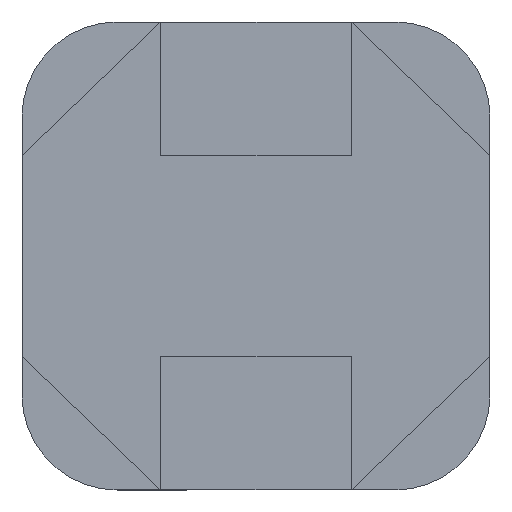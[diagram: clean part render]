
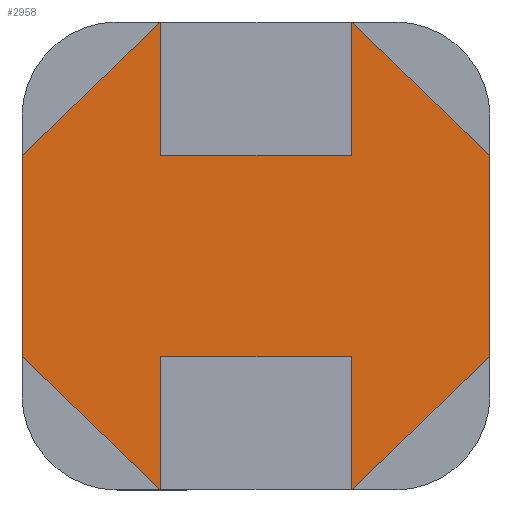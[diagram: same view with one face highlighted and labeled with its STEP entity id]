
A CAD part, front view. The second image highlights one B-rep face of the part: STEP entity #2958.
In plain terms, the highlighted planar face has unit normal (0, -1, 0).
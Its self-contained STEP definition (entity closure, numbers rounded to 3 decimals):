
#61 = VECTOR ( 'NONE', #2016, 1000. ) ;
#62 = VECTOR ( 'NONE', #89, 1000. ) ;
#63 = VECTOR ( 'NONE', #91, 1000. ) ;
#65 = VECTOR ( 'NONE', #95, 1000. ) ;
#67 = VECTOR ( 'NONE', #99, 1000. ) ;
#69 = VECTOR ( 'NONE', #103, 1000. ) ;
#71 = VECTOR ( 'NONE', #107, 1000. ) ;
#72 = VECTOR ( 'NONE', #109, 1000. ) ;
#73 = VECTOR ( 'NONE', #111, 1000. ) ;
#75 = VECTOR ( 'NONE', #115, 1000. ) ;
#77 = VECTOR ( 'NONE', #119, 1000. ) ;
#78 = VECTOR ( 'NONE', #121, 1000. ) ;
#88 = CARTESIAN_POINT ( 'NONE',  ( 2.5, 0., 6.15 ) ) ;
#89 = DIRECTION ( 'NONE',  ( 0., 0., 1. ) ) ;
#90 = CARTESIAN_POINT ( 'NONE',  ( 2.5, 0., 6.15 ) ) ;
#91 = DIRECTION ( 'NONE',  ( 0.722, 0., -0.692 ) ) ;
#94 = CARTESIAN_POINT ( 'NONE',  ( 6.15, 0., 6.15 ) ) ;
#95 = DIRECTION ( 'NONE',  ( 0., 0., -1. ) ) ;
#98 = CARTESIAN_POINT ( 'NONE',  ( 6.15, 0., -2.65 ) ) ;
#99 = DIRECTION ( 'NONE',  ( -0.722, 0., -0.692 ) ) ;
#102 = CARTESIAN_POINT ( 'NONE',  ( 2.5, 0., 6.15 ) ) ;
#103 = DIRECTION ( 'NONE',  ( 0., 0., 1. ) ) ;
#106 = CARTESIAN_POINT ( 'NONE',  ( 6.15, 0., -2.65 ) ) ;
#107 = DIRECTION ( 'NONE',  ( -1., 0., 0. ) ) ;
#108 = CARTESIAN_POINT ( 'NONE',  ( -2.5, 0., 6.15 ) ) ;
#109 = DIRECTION ( 'NONE',  ( 0., 0., -1. ) ) ;
#110 = CARTESIAN_POINT ( 'NONE',  ( -2.5, 0., -6.15 ) ) ;
#111 = DIRECTION ( 'NONE',  ( -0.722, 0., 0.692 ) ) ;
#114 = CARTESIAN_POINT ( 'NONE',  ( -6.15, 0., 6.15 ) ) ;
#115 = DIRECTION ( 'NONE',  ( 0., 0., 1. ) ) ;
#118 = CARTESIAN_POINT ( 'NONE',  ( -6.15, 0., 2.65 ) ) ;
#119 = DIRECTION ( 'NONE',  ( 0.722, 0., 0.692 ) ) ;
#120 = CARTESIAN_POINT ( 'NONE',  ( -2.5, 0., 6.15 ) ) ;
#121 = DIRECTION ( 'NONE',  ( 0., 0., -1. ) ) ;
#183 = VERTEX_POINT ( 'NONE', #1631 ) ;
#184 = VERTEX_POINT ( 'NONE', #1630 ) ;
#230 = CARTESIAN_POINT ( 'NONE',  ( 2.5, 0., 2.65 ) ) ;
#245 = CARTESIAN_POINT ( 'NONE',  ( -2.5, 0., 2.65 ) ) ;
#256 = CARTESIAN_POINT ( 'NONE',  ( 2.5, 0., -6.15 ) ) ;
#265 = CARTESIAN_POINT ( 'NONE',  ( -2.5, 0., 6.15 ) ) ;
#272 = CARTESIAN_POINT ( 'NONE',  ( 2.5, 0., 6.15 ) ) ;
#276 = CARTESIAN_POINT ( 'NONE',  ( -2.5, 0., -6.15 ) ) ;
#279 = CARTESIAN_POINT ( 'NONE',  ( -6.15, 0., -2.65 ) ) ;
#280 = CARTESIAN_POINT ( 'NONE',  ( -2.5, 0., -2.65 ) ) ;
#281 = CARTESIAN_POINT ( 'NONE',  ( -6.15, 0., 2.65 ) ) ;
#282 = CARTESIAN_POINT ( 'NONE',  ( 2.5, 0., -2.65 ) ) ;
#451 = PLANE ( 'NONE',  #2414 ) ;
#452 = CARTESIAN_POINT ( 'NONE',  ( 6.15, 0., 6.15 ) ) ;
#453 = DIRECTION ( 'NONE',  ( 0., 1., 0. ) ) ;
#454 = DIRECTION ( 'NONE',  ( 0., 0., 1. ) ) ;
#551 = VERTEX_POINT ( 'NONE', #230 ) ;
#597 = VERTEX_POINT ( 'NONE', #245 ) ;
#1630 = CARTESIAN_POINT ( 'NONE',  ( 6.15, 0., 2.65 ) ) ;
#1631 = CARTESIAN_POINT ( 'NONE',  ( 6.15, 0., -2.65 ) ) ;
#1645 = VERTEX_POINT ( 'NONE', #256 ) ;
#1768 = ORIENTED_EDGE ( 'NONE', *, *, #3100, .F. ) ;
#1769 = ORIENTED_EDGE ( 'NONE', *, *, #3105, .F. ) ;
#1770 = ORIENTED_EDGE ( 'NONE', *, *, #3103, .F. ) ;
#1771 = ORIENTED_EDGE ( 'NONE', *, *, #3101, .F. ) ;
#1772 = ORIENTED_EDGE ( 'NONE', *, *, #3099, .F. ) ;
#1773 = ORIENTED_EDGE ( 'NONE', *, *, #3097, .F. ) ;
#1774 = ORIENTED_EDGE ( 'NONE', *, *, #3095, .F. ) ;
#1775 = ORIENTED_EDGE ( 'NONE', *, *, #3093, .F. ) ;
#1776 = ORIENTED_EDGE ( 'NONE', *, *, #3091, .F. ) ;
#1777 = ORIENTED_EDGE ( 'NONE', *, *, #3090, .F. ) ;
#1778 = ORIENTED_EDGE ( 'NONE', *, *, #3089, .F. ) ;
#1779 = ORIENTED_EDGE ( 'NONE', *, *, #3106, .F. ) ;
#2015 = CARTESIAN_POINT ( 'NONE',  ( 6.15, 0., 2.65 ) ) ;
#2016 = DIRECTION ( 'NONE',  ( 1., 0., 0. ) ) ;
#2414 = AXIS2_PLACEMENT_3D ( 'NONE', #452, #453, #454 ) ;
#2534 = FACE_OUTER_BOUND ( 'NONE', #2593, .T. ) ;
#2540 = LINE ( 'NONE', #2015, #61 ) ;
#2541 = LINE ( 'NONE', #88, #62 ) ;
#2542 = LINE ( 'NONE', #90, #63 ) ;
#2544 = LINE ( 'NONE', #94, #65 ) ;
#2546 = LINE ( 'NONE', #98, #67 ) ;
#2548 = LINE ( 'NONE', #102, #69 ) ;
#2550 = LINE ( 'NONE', #106, #71 ) ;
#2551 = LINE ( 'NONE', #108, #72 ) ;
#2552 = LINE ( 'NONE', #110, #73 ) ;
#2554 = LINE ( 'NONE', #114, #75 ) ;
#2556 = LINE ( 'NONE', #118, #77 ) ;
#2557 = LINE ( 'NONE', #120, #78 ) ;
#2568 = VERTEX_POINT ( 'NONE', #265 ) ;
#2575 = VERTEX_POINT ( 'NONE', #272 ) ;
#2579 = VERTEX_POINT ( 'NONE', #276 ) ;
#2593 = EDGE_LOOP ( 'NONE', ( #1769, #1770, #1771, #1768, #1772, #1773, #1774, #1775, #1776, #1777, #1778, #1779 ) ) ;
#2652 = VERTEX_POINT ( 'NONE', #279 ) ;
#2653 = VERTEX_POINT ( 'NONE', #280 ) ;
#2654 = VERTEX_POINT ( 'NONE', #281 ) ;
#2655 = VERTEX_POINT ( 'NONE', #282 ) ;
#2958 = ADVANCED_FACE ( 'NONE', ( #2534 ), #451, .F. ) ;
#3089 = EDGE_CURVE ( 'NONE', #597, #551, #2540, .T. ) ;
#3090 = EDGE_CURVE ( 'NONE', #551, #2575, #2541, .T. ) ;
#3091 = EDGE_CURVE ( 'NONE', #2575, #184, #2542, .T. ) ;
#3093 = EDGE_CURVE ( 'NONE', #184, #183, #2544, .T. ) ;
#3095 = EDGE_CURVE ( 'NONE', #183, #1645, #2546, .T. ) ;
#3097 = EDGE_CURVE ( 'NONE', #1645, #2655, #2548, .T. ) ;
#3099 = EDGE_CURVE ( 'NONE', #2655, #2653, #2550, .T. ) ;
#3100 = EDGE_CURVE ( 'NONE', #2653, #2579, #2551, .T. ) ;
#3101 = EDGE_CURVE ( 'NONE', #2579, #2652, #2552, .T. ) ;
#3103 = EDGE_CURVE ( 'NONE', #2652, #2654, #2554, .T. ) ;
#3105 = EDGE_CURVE ( 'NONE', #2654, #2568, #2556, .T. ) ;
#3106 = EDGE_CURVE ( 'NONE', #2568, #597, #2557, .T. ) ;
